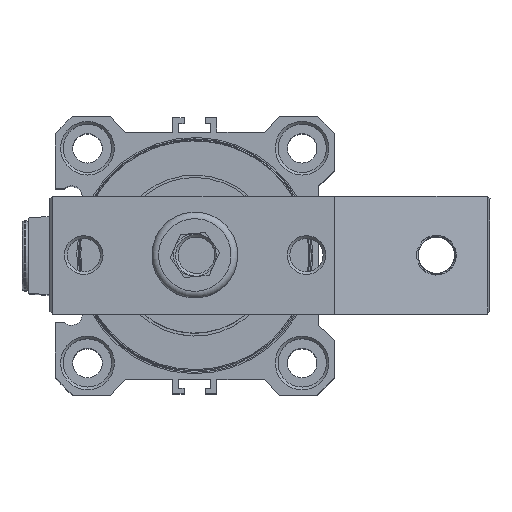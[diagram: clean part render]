
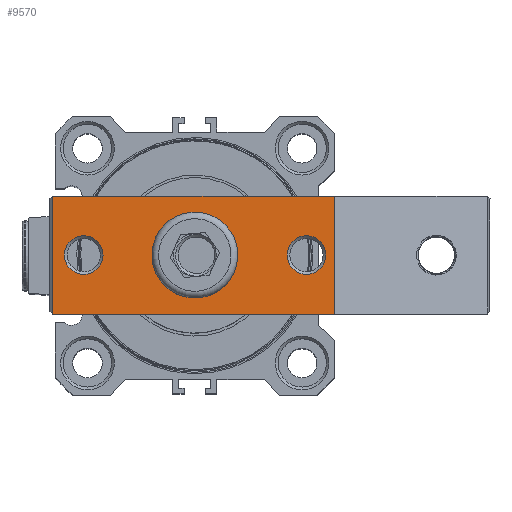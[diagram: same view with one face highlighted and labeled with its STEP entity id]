
A CAD part, top view. The second image highlights one B-rep face of the part: STEP entity #9570.
In plain terms, the highlighted planar face has unit normal (0, 0, 1).
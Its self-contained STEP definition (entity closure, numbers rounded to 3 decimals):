
#114=FACE_BOUND('',#1210,.T.);
#115=FACE_BOUND('',#1211,.T.);
#116=FACE_BOUND('',#1212,.T.);
#231=PLANE('',#10278);
#686=FACE_OUTER_BOUND('',#1209,.T.);
#1209=EDGE_LOOP('',(#7466,#7467,#7468,#7469));
#1210=EDGE_LOOP('',(#7470,#7471));
#1211=EDGE_LOOP('',(#7472,#7473));
#1212=EDGE_LOOP('',(#7474,#7475));
#1620=CIRCLE('',#10243,5.75);
#1621=CIRCLE('',#10244,5.75);
#1624=CIRCLE('',#10248,3.6);
#1625=CIRCLE('',#10249,3.6);
#1628=CIRCLE('',#10253,3.6);
#1629=CIRCLE('',#10254,3.6);
#2624=LINE('',#28401,#3192);
#2641=LINE('',#36004,#3209);
#2645=LINE('',#36225,#3213);
#2646=LINE('',#36226,#3214);
#3192=VECTOR('',#12078,1000.);
#3209=VECTOR('',#12109,1000.);
#3213=VECTOR('',#12127,1000.);
#3214=VECTOR('',#12128,1000.);
#3947=VERTEX_POINT('',#28268);
#3948=VERTEX_POINT('',#28270);
#3951=VERTEX_POINT('',#28278);
#3952=VERTEX_POINT('',#28280);
#3955=VERTEX_POINT('',#28288);
#3956=VERTEX_POINT('',#28290);
#3972=VERTEX_POINT('',#28398);
#3973=VERTEX_POINT('',#28400);
#3998=VERTEX_POINT('',#36003);
#4032=VERTEX_POINT('',#36224);
#5167=EDGE_CURVE('',#3947,#3948,#1620,.T.);
#5168=EDGE_CURVE('',#3948,#3947,#1621,.T.);
#5172=EDGE_CURVE('',#3951,#3952,#1624,.T.);
#5173=EDGE_CURVE('',#3952,#3951,#1625,.T.);
#5177=EDGE_CURVE('',#3955,#3956,#1628,.T.);
#5178=EDGE_CURVE('',#3956,#3955,#1629,.T.);
#5198=EDGE_CURVE('',#3972,#3973,#2624,.T.);
#5237=EDGE_CURVE('',#3998,#3973,#2641,.T.);
#5273=EDGE_CURVE('',#3998,#4032,#2645,.T.);
#5274=EDGE_CURVE('',#4032,#3972,#2646,.T.);
#7466=ORIENTED_EDGE('',*,*,#5273,.F.);
#7467=ORIENTED_EDGE('',*,*,#5237,.T.);
#7468=ORIENTED_EDGE('',*,*,#5198,.F.);
#7469=ORIENTED_EDGE('',*,*,#5274,.F.);
#7470=ORIENTED_EDGE('',*,*,#5168,.F.);
#7471=ORIENTED_EDGE('',*,*,#5167,.F.);
#7472=ORIENTED_EDGE('',*,*,#5173,.F.);
#7473=ORIENTED_EDGE('',*,*,#5172,.F.);
#7474=ORIENTED_EDGE('',*,*,#5178,.F.);
#7475=ORIENTED_EDGE('',*,*,#5177,.F.);
#9570=ADVANCED_FACE('',(#686,#114,#115,#116),#231,.F.);
#10243=AXIS2_PLACEMENT_3D('',#28271,#12025,#12026);
#10244=AXIS2_PLACEMENT_3D('',#28272,#12027,#12028);
#10248=AXIS2_PLACEMENT_3D('',#28281,#12036,#12037);
#10249=AXIS2_PLACEMENT_3D('',#28282,#12038,#12039);
#10253=AXIS2_PLACEMENT_3D('',#28291,#12047,#12048);
#10254=AXIS2_PLACEMENT_3D('',#28292,#12049,#12050);
#10278=AXIS2_PLACEMENT_3D('',#36223,#12125,#12126);
#12025=DIRECTION('center_axis',(0.,0.,
1.));
#12026=DIRECTION('ref_axis',(0.,1.,0.));
#12027=DIRECTION('center_axis',(0.,0.,
1.));
#12028=DIRECTION('ref_axis',(0.,1.,0.));
#12036=DIRECTION('center_axis',(0.,0.,
1.));
#12037=DIRECTION('ref_axis',(0.,1.,0.));
#12038=DIRECTION('center_axis',(0.,0.,
1.));
#12039=DIRECTION('ref_axis',(0.,1.,0.));
#12047=DIRECTION('center_axis',(0.,0.,
1.));
#12048=DIRECTION('ref_axis',(0.,1.,0.));
#12049=DIRECTION('center_axis',(0.,0.,
1.));
#12050=DIRECTION('ref_axis',(0.,1.,0.));
#12078=DIRECTION('',(1.,0.,0.));
#12109=DIRECTION('',(0.,1.,0.));
#12125=DIRECTION('center_axis',(0.,0.,
-1.));
#12126=DIRECTION('ref_axis',(0.,-1.,0.));
#12127=DIRECTION('',(-1.,0.,0.));
#12128=DIRECTION('',(0.,1.,0.));
#28268=CARTESIAN_POINT('',(12.141,-4.639,96.352));
#28270=CARTESIAN_POINT('',(12.141,6.861,96.352));
#28271=CARTESIAN_POINT('Origin',(12.141,1.111,96.352));
#28272=CARTESIAN_POINT('Origin',(12.141,1.111,96.352));
#28278=CARTESIAN_POINT('',(-8.559,-2.489,96.352));
#28280=CARTESIAN_POINT('',(-8.559,4.711,96.352));
#28281=CARTESIAN_POINT('Origin',(-8.559,1.111,96.352));
#28282=CARTESIAN_POINT('Origin',(-8.559,1.111,96.352));
#28288=CARTESIAN_POINT('',(32.941,-2.489,96.352));
#28290=CARTESIAN_POINT('',(32.941,4.711,96.352));
#28291=CARTESIAN_POINT('Origin',(32.941,1.111,96.352));
#28292=CARTESIAN_POINT('Origin',(32.941,1.111,96.352));
#28398=CARTESIAN_POINT('',(-14.359,12.111,96.352));
#28400=CARTESIAN_POINT('',(38.141,12.111,96.352));
#28401=CARTESIAN_POINT('',(-14.859,12.111,96.352));
#36003=CARTESIAN_POINT('',(38.141,-9.889,96.352));
#36004=CARTESIAN_POINT('',(38.141,12.111,96.352));
#36223=CARTESIAN_POINT('Origin',(-14.859,12.111,96.352));
#36224=CARTESIAN_POINT('',(-14.359,-9.889,96.352));
#36225=CARTESIAN_POINT('',(-14.859,-9.889,96.352));
#36226=CARTESIAN_POINT('',(-14.359,12.111,96.352));
